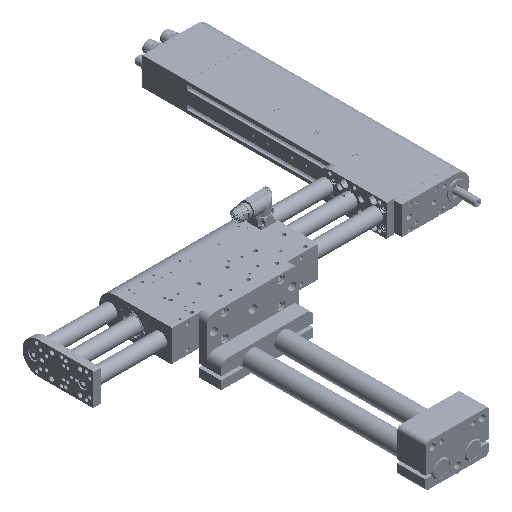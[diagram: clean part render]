
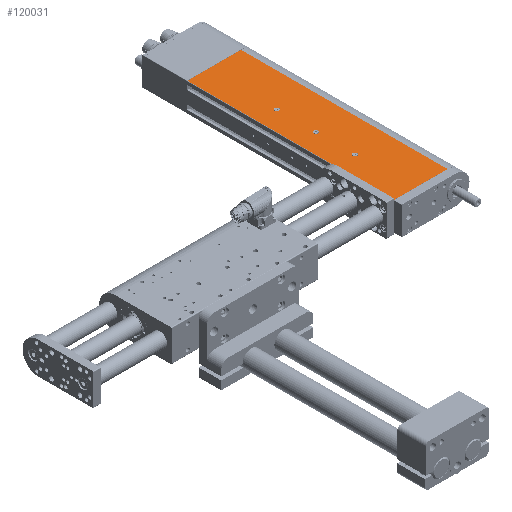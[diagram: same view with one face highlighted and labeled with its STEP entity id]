
A CAD part, isometric view. The second image highlights one B-rep face of the part: STEP entity #120031.
In plain terms, the highlighted face is planar.
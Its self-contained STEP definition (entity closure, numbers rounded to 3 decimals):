
#41 = DIRECTION ( 'NONE',  ( 1., 0., 0. ) ) ;
#1411 = FACE_BOUND ( 'NONE', #59232, .T. ) ;
#5731 = VERTEX_POINT ( 'NONE', #22577 ) ;
#11251 = DIRECTION ( 'NONE',  ( 0., 1., 0. ) ) ;
#15344 = VERTEX_POINT ( 'NONE', #70736 ) ;
#17780 = CARTESIAN_POINT ( 'NONE',  ( 20., -75.5, 0. ) ) ;
#18812 = EDGE_CURVE ( 'NONE', #84757, #152972, #35993, .T. ) ;
#21264 = EDGE_LOOP ( 'NONE', ( #104198, #51746, #176100, #76221 ) ) ;
#22577 = CARTESIAN_POINT ( 'NONE',  ( 20., -47.5, 134.85 ) ) ;
#29368 = CIRCLE ( 'NONE', #80084, 3.15 ) ;
#29836 = DIRECTION ( 'NONE',  ( 0., 0., -1. ) ) ;
#30231 = CARTESIAN_POINT ( 'NONE',  ( 20., 0., 0. ) ) ;
#31245 = EDGE_CURVE ( 'NONE', #15344, #77758, #96770, .T. ) ;
#32496 = EDGE_LOOP ( 'NONE', ( #118028 ) ) ;
#35585 = ORIENTED_EDGE ( 'NONE', *, *, #79654, .F. ) ;
#35993 = LINE ( 'NONE', #189095, #152713 ) ;
#36407 = CIRCLE ( 'NONE', #55422, 3.15 ) ;
#36655 = CIRCLE ( 'NONE', #58913, 3.15 ) ;
#49299 = ORIENTED_EDGE ( 'NONE', *, *, #97126, .F. ) ;
#50863 = DIRECTION ( 'NONE',  ( 0., 0., -1. ) ) ;
#51746 = ORIENTED_EDGE ( 'NONE', *, *, #18812, .T. ) ;
#55422 = AXIS2_PLACEMENT_3D ( 'NONE', #135340, #143645, #129696 ) ;
#55974 = DIRECTION ( 'NONE',  ( 0., 0., -1. ) ) ;
#56756 = CARTESIAN_POINT ( 'NONE',  ( 20., -47.5, 79.85 ) ) ;
#58913 = AXIS2_PLACEMENT_3D ( 'NONE', #94891, #129679, #65046 ) ;
#59232 = EDGE_LOOP ( 'NONE', ( #49299 ) ) ;
#65046 = DIRECTION ( 'NONE',  ( 0., 0., -1. ) ) ;
#70736 = CARTESIAN_POINT ( 'NONE',  ( 20., 0., 291. ) ) ;
#76221 = ORIENTED_EDGE ( 'NONE', *, *, #31245, .F. ) ;
#77758 = VERTEX_POINT ( 'NONE', #30231 ) ;
#79654 = EDGE_CURVE ( 'NONE', #171256, #171256, #29368, .T. ) ;
#80084 = AXIS2_PLACEMENT_3D ( 'NONE', #138162, #41, #29836 ) ;
#84757 = VERTEX_POINT ( 'NONE', #146945 ) ;
#84844 = EDGE_CURVE ( 'NONE', #178172, #178172, #36407, .T. ) ;
#86705 = LINE ( 'NONE', #147416, #170156 ) ;
#94729 = DIRECTION ( 'NONE',  ( -1., 0., 0. ) ) ;
#94891 = CARTESIAN_POINT ( 'NONE',  ( 20., -47.5, 138. ) ) ;
#95710 = DIRECTION ( 'NONE',  ( 0., -1., 0. ) ) ;
#95717 = EDGE_LOOP ( 'NONE', ( #35585 ) ) ;
#96770 = LINE ( 'NONE', #190280, #139010 ) ;
#97126 = EDGE_CURVE ( 'NONE', #5731, #5731, #36655, .T. ) ;
#99470 = CARTESIAN_POINT ( 'NONE',  ( 20., 0., 291. ) ) ;
#104198 = ORIENTED_EDGE ( 'NONE', *, *, #108966, .F. ) ;
#106745 = FACE_OUTER_BOUND ( 'NONE', #21264, .T. ) ;
#108966 = EDGE_CURVE ( 'NONE', #84757, #15344, #162152, .T. ) ;
#112447 = AXIS2_PLACEMENT_3D ( 'NONE', #140485, #94729, #95710 ) ;
#114416 = DIRECTION ( 'NONE',  ( 0., 1., 0. ) ) ;
#118028 = ORIENTED_EDGE ( 'NONE', *, *, #84844, .F. ) ;
#120031 = ADVANCED_FACE ( 'NONE', ( #137573, #121672, #1411, #106745 ), #169387, .F. ) ;
#121672 = FACE_BOUND ( 'NONE', #32496, .T. ) ;
#129679 = DIRECTION ( 'NONE',  ( 1., 0., 0. ) ) ;
#129696 = DIRECTION ( 'NONE',  ( 0., 0., -1. ) ) ;
#135340 = CARTESIAN_POINT ( 'NONE',  ( 20., -47.5, 83. ) ) ;
#137573 = FACE_BOUND ( 'NONE', #95717, .T. ) ;
#138162 = CARTESIAN_POINT ( 'NONE',  ( 20., -47.5, 193. ) ) ;
#139010 = VECTOR ( 'NONE', #55974, 1000. ) ;
#140485 = CARTESIAN_POINT ( 'NONE',  ( 20., 0., 291. ) ) ;
#143645 = DIRECTION ( 'NONE',  ( 1., 0., 0. ) ) ;
#146945 = CARTESIAN_POINT ( 'NONE',  ( 20., -75.5, 291. ) ) ;
#147416 = CARTESIAN_POINT ( 'NONE',  ( 20., 0., 0. ) ) ;
#152713 = VECTOR ( 'NONE', #50863, 1000. ) ;
#152972 = VERTEX_POINT ( 'NONE', #17780 ) ;
#156667 = VECTOR ( 'NONE', #114416, 1000. ) ;
#162152 = LINE ( 'NONE', #99470, #156667 ) ;
#169387 = PLANE ( 'NONE',  #112447 ) ;
#170156 = VECTOR ( 'NONE', #11251, 1000. ) ;
#171256 = VERTEX_POINT ( 'NONE', #173217 ) ;
#173217 = CARTESIAN_POINT ( 'NONE',  ( 20., -47.5, 189.85 ) ) ;
#176100 = ORIENTED_EDGE ( 'NONE', *, *, #184647, .T. ) ;
#178172 = VERTEX_POINT ( 'NONE', #56756 ) ;
#184647 = EDGE_CURVE ( 'NONE', #152972, #77758, #86705, .T. ) ;
#189095 = CARTESIAN_POINT ( 'NONE',  ( 20., -75.5, 291. ) ) ;
#190280 = CARTESIAN_POINT ( 'NONE',  ( 20., 0., 291. ) ) ;
